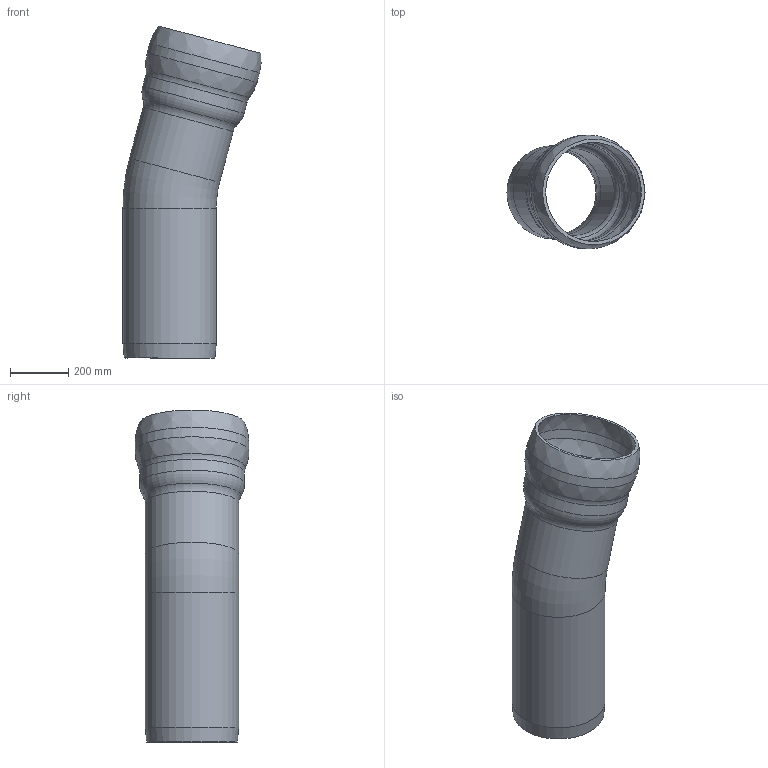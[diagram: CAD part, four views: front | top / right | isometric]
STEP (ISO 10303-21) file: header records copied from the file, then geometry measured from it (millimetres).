
FILE_DESCRIPTION(/* description */ (''),/* implementation_level */ '2;1');
FILE_NAME(/* name */ '00340.032X_3D.stp',/* time_stamp */ '2024-12-11T12:55:02+01:00',/* author */ ('CAD'),/* organization */ (''),/* preprocessor_version */ 'ST-DEVELOPER v20',/* originating_system */ 'AutoCAD Mechanical',/* authorisation */ '');
FILE_SCHEMA (('AUTOMOTIVE_DESIGN { 1 0 10303 214 3 1 1 }'));
Length unit declared in the file: centimetre
Products named in the file (1): Product
Bounding box: 473.84 x 390 x 1138.79 mm (x, y, z)
Volume: 11313295.7 mm3; surface area: 2284339.4 mm2
Topology: 1 solids, 1 shells, 24 faces, 60 edges, 38 vertices
Faces by surface type: torus 8, cylinder 6, cone 4, bspline 4, plane 2
Full cylindrical faces by diameter (mm): 300 x2, 320 x2, 340 x1, 360 x1
Entity records: 861 total; most frequent: CARTESIAN_POINT 227, DIRECTION 152, ORIENTED_EDGE 120, AXIS2_PLACEMENT_3D 71, EDGE_CURVE 60, CIRCLE 50, VERTEX_POINT 38, EDGE_LOOP 26
